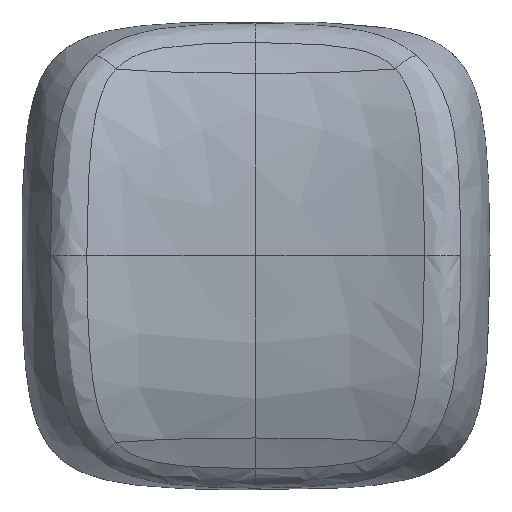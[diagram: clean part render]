
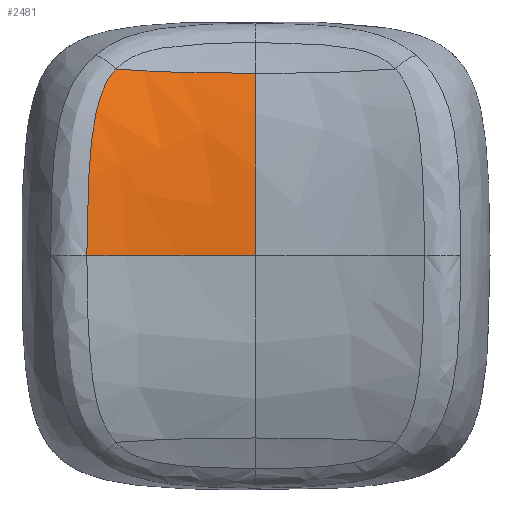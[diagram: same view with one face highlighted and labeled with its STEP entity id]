
A CAD part, top view. The second image highlights one B-rep face of the part: STEP entity #2481.
In plain terms, the highlighted free-form (B-spline) face has degree [3, 3] with [5, 6] control points.
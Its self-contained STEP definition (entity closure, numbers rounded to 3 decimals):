
#15=(
BOUNDED_CURVE()
B_SPLINE_CURVE(5,(#19315,#19316,#19317,#19318,#19319,#19320,#19321,#19322,
#19323),.UNSPECIFIED.,.F.,.F.)
B_SPLINE_CURVE_WITH_KNOTS((6,1,1,1,6),(-1.,-0.8,-0.6,-0.4,
-0.39),.UNSPECIFIED.)
CURVE()
GEOMETRIC_REPRESENTATION_ITEM()
RATIONAL_B_SPLINE_CURVE((1.,1.,1.,1.,1.,1.,1.,1.,1.))
REPRESENTATION_ITEM('')
);
#16=(
BOUNDED_CURVE()
B_SPLINE_CURVE(5,(#19359,#19360,#19361,#19362,#19363,#19364,#19365,#19366,
#19367,#19368),.UNSPECIFIED.,.F.,.F.)
B_SPLINE_CURVE_WITH_KNOTS((6,1,1,1,1,6),(0.176,0.2,0.4,0.6,
0.8,1.),.UNSPECIFIED.)
CURVE()
GEOMETRIC_REPRESENTATION_ITEM()
RATIONAL_B_SPLINE_CURVE((1.,1.,1.,1.,1.,1.,1.,1.,1.,1.))
REPRESENTATION_ITEM('')
);
#307=FACE_OUTER_BOUND('',#466,.T.);
#466=EDGE_LOOP('',(#2187,#2188,#2189,#2190));
#797=B_SPLINE_CURVE_WITH_KNOTS('',3,(#19072,#19073,#19074,#19075,#19076,
#19077,#19078),.UNSPECIFIED.,.F.,.F.,(4,1,1,1,4),(0.,0.307,0.511,
0.613,0.715),.UNSPECIFIED.);
#804=B_SPLINE_CURVE_WITH_KNOTS('',3,(#19369,#19370,#19371,#19372,#19373,
#19374),.UNSPECIFIED.,.F.,.F.,(4,1,1,4),(0.,0.429,
0.714,1.),.UNSPECIFIED.);
#1036=VERTEX_POINT('',#19025);
#1037=VERTEX_POINT('',#19070);
#1042=VERTEX_POINT('',#19314);
#1043=VERTEX_POINT('',#19358);
#1414=EDGE_CURVE('',#1036,#1037,#797,.T.);
#1424=EDGE_CURVE('',#1042,#1037,#15,.T.);
#1426=EDGE_CURVE('',#1036,#1043,#16,.T.);
#1427=EDGE_CURVE('',#1043,#1042,#804,.T.);
#2187=ORIENTED_EDGE('',*,*,#1414,.F.);
#2188=ORIENTED_EDGE('',*,*,#1426,.T.);
#2189=ORIENTED_EDGE('',*,*,#1427,.T.);
#2190=ORIENTED_EDGE('',*,*,#1424,.T.);
#2325=B_SPLINE_SURFACE_WITH_KNOTS('',3,3,((#19328,#19329,#19330,#19331,
#19332,#19333),(#19334,#19335,#19336,#19337,#19338,#19339),(#19340,#19341,
#19342,#19343,#19344,#19345),(#19346,#19347,#19348,#19349,#19350,#19351),
(#19352,#19353,#19354,#19355,#19356,#19357)),.UNSPECIFIED.,.F.,.F.,.F.,
(4,1,4),(4,1,1,4),(-1.,-0.647,-0.176),
(0.,0.429,0.714,1.),
 .UNSPECIFIED.);
#2481=ADVANCED_FACE('',(#307),#2325,.F.);
#19025=CARTESIAN_POINT('',(-6.484,0.,5.536));
#19070=CARTESIAN_POINT('',(-5.372,7.167,4.215));
#19072=CARTESIAN_POINT('Ctrl Pts',(-6.484,0.,
5.536));
#19073=CARTESIAN_POINT('Ctrl Pts',(-6.484,1.045,5.536));
#19074=CARTESIAN_POINT('Ctrl Pts',(-6.451,2.802,5.487));
#19075=CARTESIAN_POINT('Ctrl Pts',(-6.275,4.973,5.121));
#19076=CARTESIAN_POINT('Ctrl Pts',(-5.927,6.344,4.658));
#19077=CARTESIAN_POINT('Ctrl Pts',(-5.587,6.924,4.363));
#19078=CARTESIAN_POINT('Ctrl Pts',(-5.372,7.167,4.215));
#19314=CARTESIAN_POINT('',(0.,7.,3.801));
#19315=CARTESIAN_POINT('Ctrl Pts',(0.,7.,
3.801));
#19316=CARTESIAN_POINT('Ctrl Pts',(-0.524,7.,
3.801));
#19317=CARTESIAN_POINT('Ctrl Pts',(-1.503,7.004,3.812));
#19318=CARTESIAN_POINT('Ctrl Pts',(-2.767,7.024,3.86));
#19319=CARTESIAN_POINT('Ctrl Pts',(-3.783,7.061,3.952));
#19320=CARTESIAN_POINT('Ctrl Pts',(-4.618,7.11,4.073));
#19321=CARTESIAN_POINT('Ctrl Pts',(-5.118,7.146,4.164));
#19322=CARTESIAN_POINT('Ctrl Pts',(-5.361,7.166,4.213));
#19323=CARTESIAN_POINT('Ctrl Pts',(-5.372,7.167,4.215));
#19328=CARTESIAN_POINT('Ctrl Pts',(0.,0.,
4.8));
#19329=CARTESIAN_POINT('Ctrl Pts',(0.,1.807,
4.8));
#19330=CARTESIAN_POINT('Ctrl Pts',(0.,3.923,
4.642));
#19331=CARTESIAN_POINT('Ctrl Pts',(0.,5.798,
4.227));
#19332=CARTESIAN_POINT('Ctrl Pts',(0.,6.632,
3.949));
#19333=CARTESIAN_POINT('Ctrl Pts',(0.,7.,
3.801));
#19334=CARTESIAN_POINT('Ctrl Pts',(-1.541,0.,
4.8));
#19335=CARTESIAN_POINT('Ctrl Pts',(-1.541,1.807,4.8));
#19336=CARTESIAN_POINT('Ctrl Pts',(-1.541,3.923,4.642));
#19337=CARTESIAN_POINT('Ctrl Pts',(-1.541,5.797,4.227));
#19338=CARTESIAN_POINT('Ctrl Pts',(-1.541,6.632,3.949));
#19339=CARTESIAN_POINT('Ctrl Pts',(-1.541,7.,3.801));
#19340=CARTESIAN_POINT('Ctrl Pts',(-4.249,0.,
4.952));
#19341=CARTESIAN_POINT('Ctrl Pts',(-4.249,1.812,4.952));
#19342=CARTESIAN_POINT('Ctrl Pts',(-4.249,3.942,4.793));
#19343=CARTESIAN_POINT('Ctrl Pts',(-4.249,5.838,4.374));
#19344=CARTESIAN_POINT('Ctrl Pts',(-4.249,6.682,4.092));
#19345=CARTESIAN_POINT('Ctrl Pts',(-4.249,7.057,3.942));
#19346=CARTESIAN_POINT('Ctrl Pts',(-5.747,0.,
5.311));
#19347=CARTESIAN_POINT('Ctrl Pts',(-5.747,1.824,5.311));
#19348=CARTESIAN_POINT('Ctrl Pts',(-5.747,3.986,5.151));
#19349=CARTESIAN_POINT('Ctrl Pts',(-5.747,5.933,4.721));
#19350=CARTESIAN_POINT('Ctrl Pts',(-5.747,6.801,4.431));
#19351=CARTESIAN_POINT('Ctrl Pts',(-5.747,7.191,4.275));
#19352=CARTESIAN_POINT('Ctrl Pts',(-6.484,0.,
5.536));
#19353=CARTESIAN_POINT('Ctrl Pts',(-6.484,1.832,5.537));
#19354=CARTESIAN_POINT('Ctrl Pts',(-6.484,4.015,5.375));
#19355=CARTESIAN_POINT('Ctrl Pts',(-6.484,5.992,4.939));
#19356=CARTESIAN_POINT('Ctrl Pts',(-6.484,6.876,4.644));
#19357=CARTESIAN_POINT('Ctrl Pts',(-6.484,7.275,4.484));
#19358=CARTESIAN_POINT('',(0.,0.,4.8));
#19359=CARTESIAN_POINT('Ctrl Pts',(-6.484,0.,
5.536));
#19360=CARTESIAN_POINT('Ctrl Pts',(-6.462,0.,
5.529));
#19361=CARTESIAN_POINT('Ctrl Pts',(-6.25,0.,
5.465));
#19362=CARTESIAN_POINT('Ctrl Pts',(-5.83,0.,
5.347));
#19363=CARTESIAN_POINT('Ctrl Pts',(-5.151,0.,
5.184));
#19364=CARTESIAN_POINT('Ctrl Pts',(-4.1,0.,
4.995));
#19365=CARTESIAN_POINT('Ctrl Pts',(-2.767,0.,
4.864));
#19366=CARTESIAN_POINT('Ctrl Pts',(-1.503,0.,
4.812));
#19367=CARTESIAN_POINT('Ctrl Pts',(-0.524,0.,
4.8));
#19368=CARTESIAN_POINT('Ctrl Pts',(0.,0.,
4.8));
#19369=CARTESIAN_POINT('Ctrl Pts',(0.,0.,
4.8));
#19370=CARTESIAN_POINT('Ctrl Pts',(0.,1.807,
4.8));
#19371=CARTESIAN_POINT('Ctrl Pts',(0.,3.923,
4.642));
#19372=CARTESIAN_POINT('Ctrl Pts',(0.,5.798,
4.227));
#19373=CARTESIAN_POINT('Ctrl Pts',(0.,6.632,
3.949));
#19374=CARTESIAN_POINT('Ctrl Pts',(0.,7.,
3.801));
